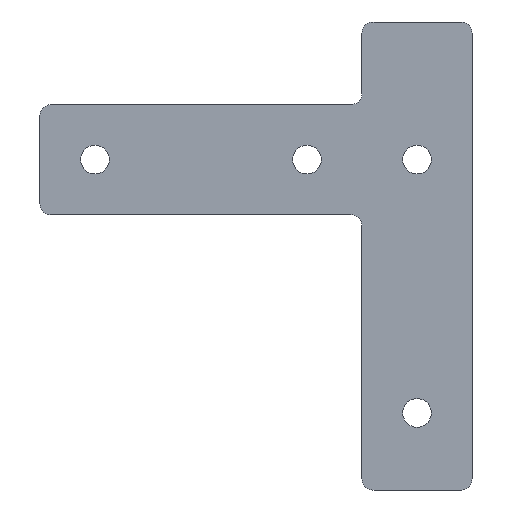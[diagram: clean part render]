
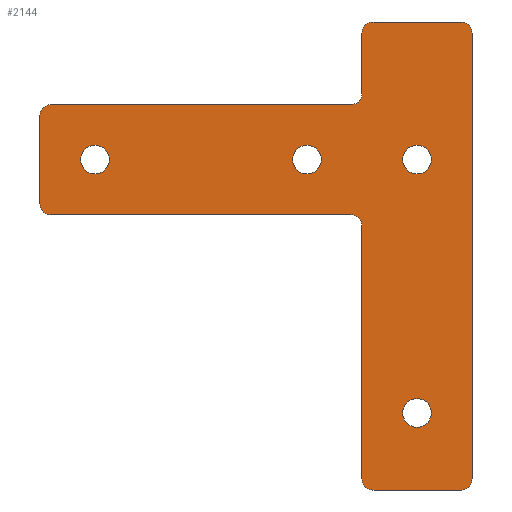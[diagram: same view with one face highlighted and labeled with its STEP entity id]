
A CAD part, front view. The second image highlights one B-rep face of the part: STEP entity #2144.
In plain terms, the highlighted planar face has unit normal (0, -1, 0).
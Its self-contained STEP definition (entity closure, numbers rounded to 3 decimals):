
#57=FACE_BOUND('',#357,.T.);
#58=FACE_BOUND('',#358,.T.);
#59=FACE_BOUND('',#359,.T.);
#60=FACE_BOUND('',#360,.T.);
#135=PLANE('',#2323);
#223=FACE_OUTER_BOUND('',#356,.T.);
#356=EDGE_LOOP('',(#1655,#1656,#1657,#1658,#1659,#1660,#1661,#1662,#1663,
#1664,#1665,#1666,#1667,#1668,#1669,#1670));
#357=EDGE_LOOP('',(#1671));
#358=EDGE_LOOP('',(#1672));
#359=EDGE_LOOP('',(#1673));
#360=EDGE_LOOP('',(#1674));
#470=LINE('',#2939,#688);
#514=LINE('',#3403,#732);
#518=LINE('',#3412,#736);
#528=LINE('',#3443,#746);
#536=LINE('',#3475,#754);
#539=LINE('',#3481,#757);
#542=LINE('',#3487,#760);
#545=LINE('',#3493,#763);
#688=VECTOR('',#2460,1000.);
#732=VECTOR('',#2506,1000.);
#736=VECTOR('',#2512,1000.);
#746=VECTOR('',#2544,1000.);
#754=VECTOR('',#2572,1000.);
#757=VECTOR('',#2577,1000.);
#760=VECTOR('',#2582,1000.);
#763=VECTOR('',#2587,1000.);
#903=CIRCLE('',#2275,2.6);
#905=CIRCLE('',#2278,2.6);
#907=CIRCLE('',#2281,2.6);
#909=CIRCLE('',#2284,2.6);
#911=CIRCLE('',#2290,2.);
#913=CIRCLE('',#2293,2.);
#915=CIRCLE('',#2296,2.);
#924=CIRCLE('',#2313,2.);
#925=CIRCLE('',#2315,2.);
#926=CIRCLE('',#2317,2.);
#927=CIRCLE('',#2319,2.);
#928=CIRCLE('',#2321,2.);
#944=VERTEX_POINT('',#2907);
#946=VERTEX_POINT('',#2913);
#948=VERTEX_POINT('',#2919);
#950=VERTEX_POINT('',#2925);
#955=VERTEX_POINT('',#2936);
#956=VERTEX_POINT('',#2938);
#1019=VERTEX_POINT('',#3397);
#1021=VERTEX_POINT('',#3401);
#1023=VERTEX_POINT('',#3406);
#1025=VERTEX_POINT('',#3410);
#1027=VERTEX_POINT('',#3419);
#1035=VERTEX_POINT('',#3441);
#1048=VERTEX_POINT('',#3472);
#1049=VERTEX_POINT('',#3474);
#1050=VERTEX_POINT('',#3478);
#1051=VERTEX_POINT('',#3480);
#1052=VERTEX_POINT('',#3484);
#1053=VERTEX_POINT('',#3486);
#1054=VERTEX_POINT('',#3490);
#1055=VERTEX_POINT('',#3492);
#1161=EDGE_CURVE('',#944,#944,#903,.T.);
#1164=EDGE_CURVE('',#946,#946,#905,.T.);
#1167=EDGE_CURVE('',#948,#948,#907,.T.);
#1170=EDGE_CURVE('',#950,#950,#909,.T.);
#1175=EDGE_CURVE('',#955,#956,#470,.T.);
#1241=EDGE_CURVE('',#1021,#1019,#514,.T.);
#1245=EDGE_CURVE('',#1025,#1023,#518,.T.);
#1247=EDGE_CURVE('',#1019,#1025,#911,.T.);
#1250=EDGE_CURVE('',#1027,#1021,#913,.T.);
#1252=EDGE_CURVE('',#1023,#955,#915,.T.);
#1261=EDGE_CURVE('',#1035,#1027,#528,.T.);
#1277=EDGE_CURVE('',#1048,#1049,#536,.T.);
#1280=EDGE_CURVE('',#1050,#1051,#539,.T.);
#1283=EDGE_CURVE('',#1052,#1053,#542,.T.);
#1286=EDGE_CURVE('',#1054,#1055,#545,.T.);
#1288=EDGE_CURVE('',#956,#1054,#924,.T.);
#1289=EDGE_CURVE('',#1055,#1052,#925,.T.);
#1290=EDGE_CURVE('',#1053,#1050,#926,.T.);
#1291=EDGE_CURVE('',#1049,#1035,#927,.T.);
#1292=EDGE_CURVE('',#1051,#1048,#928,.T.);
#1655=ORIENTED_EDGE('',*,*,#1252,.F.);
#1656=ORIENTED_EDGE('',*,*,#1245,.F.);
#1657=ORIENTED_EDGE('',*,*,#1247,.F.);
#1658=ORIENTED_EDGE('',*,*,#1241,.F.);
#1659=ORIENTED_EDGE('',*,*,#1250,.F.);
#1660=ORIENTED_EDGE('',*,*,#1261,.F.);
#1661=ORIENTED_EDGE('',*,*,#1291,.F.);
#1662=ORIENTED_EDGE('',*,*,#1277,.F.);
#1663=ORIENTED_EDGE('',*,*,#1292,.F.);
#1664=ORIENTED_EDGE('',*,*,#1280,.F.);
#1665=ORIENTED_EDGE('',*,*,#1290,.F.);
#1666=ORIENTED_EDGE('',*,*,#1283,.F.);
#1667=ORIENTED_EDGE('',*,*,#1289,.F.);
#1668=ORIENTED_EDGE('',*,*,#1286,.F.);
#1669=ORIENTED_EDGE('',*,*,#1288,.F.);
#1670=ORIENTED_EDGE('',*,*,#1175,.F.);
#1671=ORIENTED_EDGE('',*,*,#1161,.T.);
#1672=ORIENTED_EDGE('',*,*,#1167,.T.);
#1673=ORIENTED_EDGE('',*,*,#1164,.T.);
#1674=ORIENTED_EDGE('',*,*,#1170,.T.);
#2144=ADVANCED_FACE('',(#223,#57,#58,#59,#60),#135,.F.);
#2275=AXIS2_PLACEMENT_3D('',#2909,#2431,#2432);
#2278=AXIS2_PLACEMENT_3D('',#2915,#2438,#2439);
#2281=AXIS2_PLACEMENT_3D('',#2921,#2445,#2446);
#2284=AXIS2_PLACEMENT_3D('',#2927,#2452,#2453);
#2290=AXIS2_PLACEMENT_3D('',#3415,#2517,#2518);
#2293=AXIS2_PLACEMENT_3D('',#3421,#2524,#2525);
#2296=AXIS2_PLACEMENT_3D('',#3424,#2530,#2531);
#2313=AXIS2_PLACEMENT_3D('',#3496,#2591,#2592);
#2315=AXIS2_PLACEMENT_3D('',#3498,#2595,#2596);
#2317=AXIS2_PLACEMENT_3D('',#3500,#2599,#2600);
#2319=AXIS2_PLACEMENT_3D('',#3502,#2603,#2604);
#2321=AXIS2_PLACEMENT_3D('',#3504,#2607,#2608);
#2323=AXIS2_PLACEMENT_3D('',#3506,#2611,#2612);
#2431=DIRECTION('center_axis',(0.,1.,0.));
#2432=DIRECTION('ref_axis',(0.,0.,1.));
#2438=DIRECTION('center_axis',(0.,1.,0.));
#2439=DIRECTION('ref_axis',(0.,0.,1.));
#2445=DIRECTION('center_axis',(0.,1.,0.));
#2446=DIRECTION('ref_axis',(0.,0.,1.));
#2452=DIRECTION('center_axis',(0.,1.,0.));
#2453=DIRECTION('ref_axis',(0.,0.,1.));
#2460=DIRECTION('',(0.,0.,-1.));
#2506=DIRECTION('',(0.,0.,1.));
#2512=DIRECTION('',(1.,0.,0.));
#2517=DIRECTION('center_axis',(0.,1.,0.));
#2518=DIRECTION('ref_axis',(0.,0.,1.));
#2524=DIRECTION('center_axis',(0.,-1.,0.));
#2525=DIRECTION('ref_axis',(0.,0.,1.));
#2530=DIRECTION('center_axis',(0.,1.,0.));
#2531=DIRECTION('ref_axis',(0.,0.,1.));
#2544=DIRECTION('',(1.,0.,0.));
#2572=DIRECTION('',(0.,0.,1.));
#2577=DIRECTION('',(-1.,0.,0.));
#2582=DIRECTION('',(0.,0.,1.));
#2587=DIRECTION('',(-1.,0.,0.));
#2591=DIRECTION('center_axis',(0.,1.,0.));
#2592=DIRECTION('ref_axis',(0.,0.,1.));
#2595=DIRECTION('center_axis',(0.,1.,0.));
#2596=DIRECTION('ref_axis',(0.,0.,1.));
#2599=DIRECTION('center_axis',(0.,-1.,0.));
#2600=DIRECTION('ref_axis',(0.,0.,1.));
#2603=DIRECTION('center_axis',(0.,1.,0.));
#2604=DIRECTION('ref_axis',(0.,0.,1.));
#2607=DIRECTION('center_axis',(0.,1.,0.));
#2608=DIRECTION('ref_axis',(0.,0.,1.));
#2611=DIRECTION('center_axis',(0.,1.,0.));
#2612=DIRECTION('ref_axis',(0.,0.,1.));
#2907=CARTESIAN_POINT('',(127.,-8.,-7.4));
#2909=CARTESIAN_POINT('Origin',(127.,-8.,-10.));
#2913=CARTESIAN_POINT('',(147.,-8.,-7.4));
#2915=CARTESIAN_POINT('Origin',(147.,-8.,-10.));
#2919=CARTESIAN_POINT('',(88.5,-8.,-7.4));
#2921=CARTESIAN_POINT('Origin',(88.5,-8.,-10.));
#2925=CARTESIAN_POINT('',(147.,-8.,-53.4));
#2927=CARTESIAN_POINT('Origin',(147.,-8.,-56.));
#2936=CARTESIAN_POINT('',(157.,-8.,13.));
#2938=CARTESIAN_POINT('',(157.,-8.,-68.));
#2939=CARTESIAN_POINT('',(157.,-8.,13.));
#3397=CARTESIAN_POINT('',(137.,-8.,13.));
#3401=CARTESIAN_POINT('',(137.,-8.,2.));
#3403=CARTESIAN_POINT('',(137.,-8.,2.));
#3406=CARTESIAN_POINT('',(155.,-8.,15.));
#3410=CARTESIAN_POINT('',(139.,-8.,15.));
#3412=CARTESIAN_POINT('',(139.,-8.,15.));
#3415=CARTESIAN_POINT('Origin',(139.,-8.,13.));
#3419=CARTESIAN_POINT('',(135.,-8.,0.));
#3421=CARTESIAN_POINT('Origin',(135.,-8.,2.));
#3424=CARTESIAN_POINT('Origin',(155.,-8.,13.));
#3441=CARTESIAN_POINT('',(80.5,-8.,0.));
#3443=CARTESIAN_POINT('',(80.5,-8.,0.));
#3472=CARTESIAN_POINT('',(78.5,-8.,-18.));
#3474=CARTESIAN_POINT('',(78.5,-8.,-2.));
#3475=CARTESIAN_POINT('',(78.5,-8.,-18.));
#3478=CARTESIAN_POINT('',(135.,-8.,-20.));
#3480=CARTESIAN_POINT('',(80.5,-8.,-20.));
#3481=CARTESIAN_POINT('',(135.,-8.,-20.));
#3484=CARTESIAN_POINT('',(137.,-8.,-68.));
#3486=CARTESIAN_POINT('',(137.,-8.,-22.));
#3487=CARTESIAN_POINT('',(137.,-8.,-68.));
#3490=CARTESIAN_POINT('',(155.,-8.,-70.));
#3492=CARTESIAN_POINT('',(139.,-8.,-70.));
#3493=CARTESIAN_POINT('',(155.,-8.,-70.));
#3496=CARTESIAN_POINT('Origin',(155.,-8.,-68.));
#3498=CARTESIAN_POINT('Origin',(139.,-8.,-68.));
#3500=CARTESIAN_POINT('Origin',(135.,-8.,-22.));
#3502=CARTESIAN_POINT('Origin',(80.5,-8.,-2.));
#3504=CARTESIAN_POINT('Origin',(80.5,-8.,-18.));
#3506=CARTESIAN_POINT('Origin',(155.,-8.,13.));
